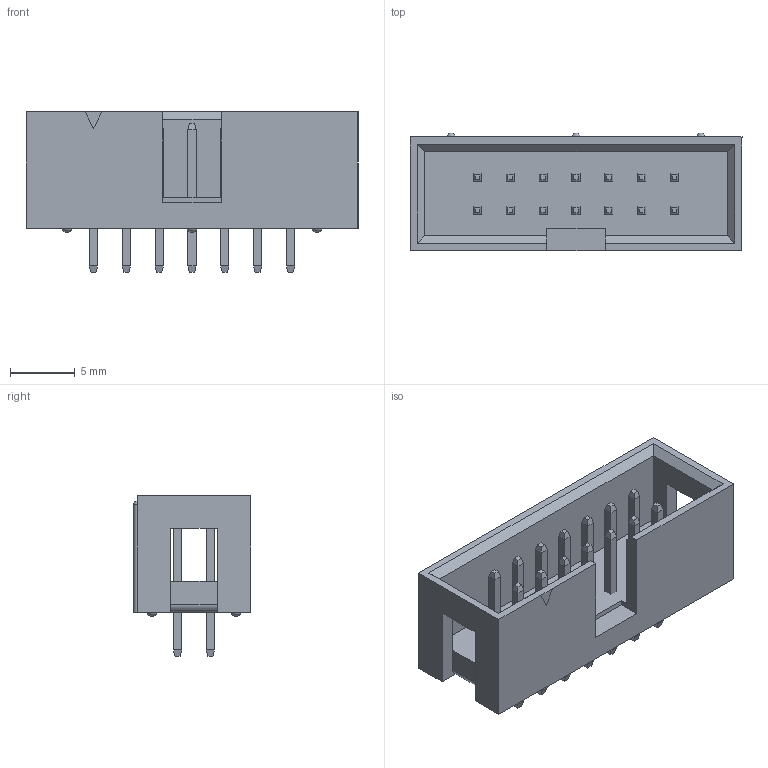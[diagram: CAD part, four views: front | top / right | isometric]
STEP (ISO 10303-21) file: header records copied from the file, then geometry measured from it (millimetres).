
FILE_DESCRIPTION(('STEP AP214'), '1');
FILE_NAME('DS1013-10SSiB', '2017-07-15T11:52:15', ('Nobody'), (''), 'ASCON STEP Converter 1.3', 'ASCON Math Kernel', '');
FILE_SCHEMA(('AUTOMOTIVE_DESIGN { 1 0 10303 214 3 1 1}'));
Length unit declared in the file: millimetre
Assembly tree (15 placements, depth 2):
  (unnamed)
    (unnamed)
    (unnamed)  x14
Bounding box: 25.68 x 9.1 x 12.4 mm (x, y, z)
Volume: 967.2 mm3; surface area: 1855.9 mm2
Topology: 15 solids, 15 shells, 372 faces, 809 edges, 480 vertices
Faces by surface type: plane 358, torus 6, cylinder 5, sphere 3
Entity records: 7205 total; most frequent: CARTESIAN_POINT 914, DIRECTION 876, ORIENTED_EDGE 872, EDGE_CURVE 436, LINE 408, VECTOR 408, VERTEX_POINT 272, AXIS2_PLACEMENT_3D 234
